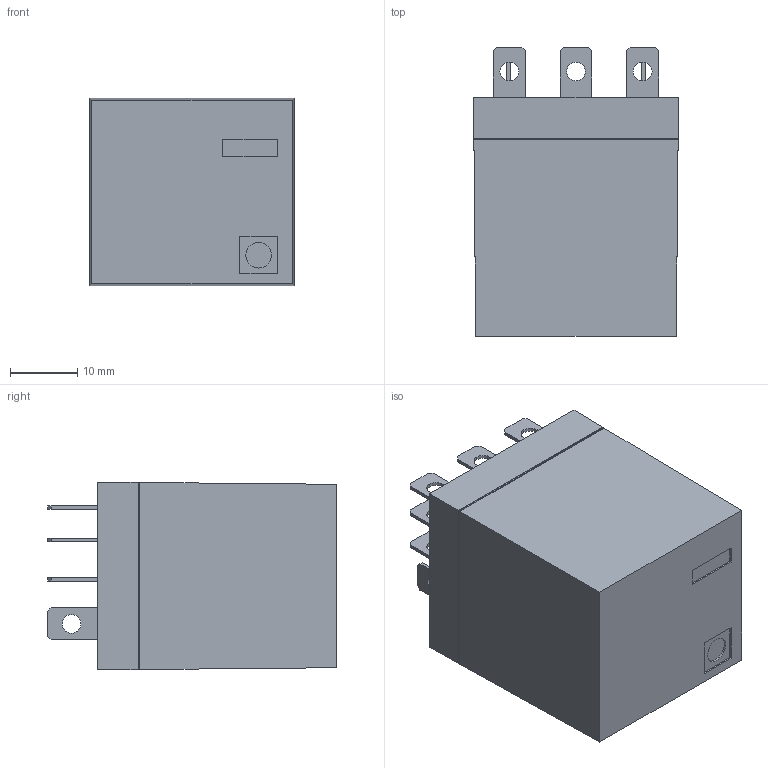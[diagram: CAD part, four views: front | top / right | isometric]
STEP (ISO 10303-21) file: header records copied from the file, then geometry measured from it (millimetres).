
FILE_DESCRIPTION(('starvars output'),'2;1');
FILE_NAME('cv20190909162707000112943.stp','16:27:07 2019/09/09',( 'Thomas Industrial Network Germany GmbH'),( 'Thomas Industrial Network Germany GmbH'),'unknown preprocess','ACIS' ,'unknown authorization');
FILE_SCHEMA(('AUTOMOTIVE_DESIGN_CC2 {UNKNOWN IMPLEMENTATION LEVEL}'));
Length unit declared in the file: millimetre
Products named in the file (1): PRODUCT_ID_3
Bounding box: 30.48 x 42.93 x 27.94 mm (x, y, z)
Volume: 29738.7 mm3; surface area: 6559.6 mm2
Topology: 1 solids, 1 shells, 128 faces, 330 edges, 220 vertices
Faces by surface type: plane 104, cylinder 24
Entity records: 4797 total; most frequent: ORIENTED_EDGE 660, CARTESIAN_POINT 634, DIRECTION 550, EDGE_CURVE 330, VECTOR 278, LINE 278, VERTEX_POINT 220, EDGE_LOOP 166
